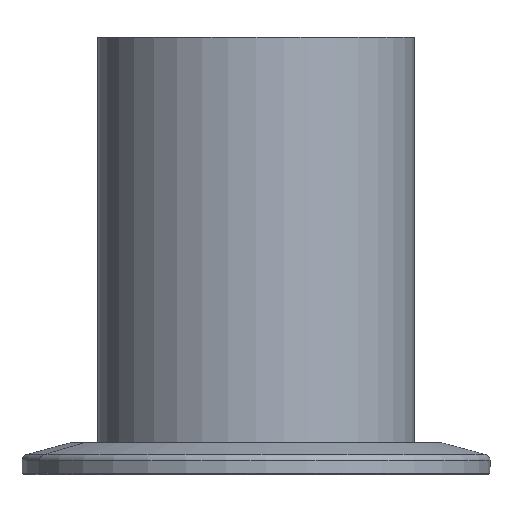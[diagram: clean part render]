
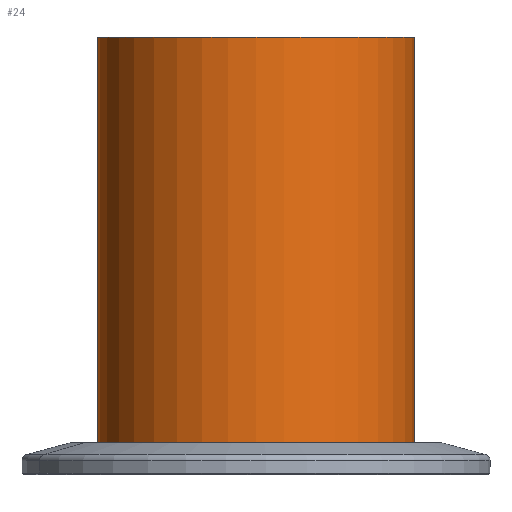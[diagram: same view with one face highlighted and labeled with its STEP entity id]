
A CAD part, front view. The second image highlights one B-rep face of the part: STEP entity #24.
In plain terms, the highlighted cylindrical face has radius 25.4 mm (diameter 50.8 mm), a partial arc.
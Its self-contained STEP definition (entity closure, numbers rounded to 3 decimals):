
#24 = ADVANCED_FACE ( 'NONE', ( #695 ), #144, .T. ) ;
#27 = CARTESIAN_POINT ( 'NONE',  ( 25.4, 0., -33.25 ) ) ;
#74 = AXIS2_PLACEMENT_3D ( 'NONE', #344, #353, #169 ) ;
#112 = DIRECTION ( 'NONE',  ( 0., 0., -1. ) ) ;
#127 = VECTOR ( 'NONE', #352, 1000. ) ;
#144 = CYLINDRICAL_SURFACE ( 'NONE', #74, 25.4 ) ;
#166 = VERTEX_POINT ( 'NONE', #477 ) ;
#169 = DIRECTION ( 'NONE',  ( -1., 0., 0. ) ) ;
#189 = EDGE_CURVE ( 'NONE', #237, #376, #218, .T. ) ;
#191 = EDGE_CURVE ( 'NONE', #316, #166, #582, .T. ) ;
#218 = CIRCLE ( 'NONE', #646, 25.4 ) ;
#237 = VERTEX_POINT ( 'NONE', #595 ) ;
#275 = ORIENTED_EDGE ( 'NONE', *, *, #189, .T. ) ;
#303 = LINE ( 'NONE', #357, #611 ) ;
#316 = VERTEX_POINT ( 'NONE', #724 ) ;
#344 = CARTESIAN_POINT ( 'NONE',  ( 0., 0., 33.25 ) ) ;
#352 = DIRECTION ( 'NONE',  ( 0., 0., -1. ) ) ;
#353 = DIRECTION ( 'NONE',  ( 0., 0., -1. ) ) ;
#357 = CARTESIAN_POINT ( 'NONE',  ( 25.4, 0., 33.25 ) ) ;
#376 = VERTEX_POINT ( 'NONE', #27 ) ;
#390 = CARTESIAN_POINT ( 'NONE',  ( 0., 0., -33.25 ) ) ;
#393 = ORIENTED_EDGE ( 'NONE', *, *, #568, .T. ) ;
#397 = DIRECTION ( 'NONE',  ( 0., 0., 1. ) ) ;
#398 = DIRECTION ( 'NONE',  ( 1., 0., 0. ) ) ;
#403 = ORIENTED_EDGE ( 'NONE', *, *, #705, .F. ) ;
#408 = CARTESIAN_POINT ( 'NONE',  ( 0., 0., 33.25 ) ) ;
#415 = DIRECTION ( 'NONE',  ( 0., 0., 1. ) ) ;
#419 = DIRECTION ( 'NONE',  ( 1., 0., 0. ) ) ;
#443 = LINE ( 'NONE', #599, #127 ) ;
#477 = CARTESIAN_POINT ( 'NONE',  ( 25.4, 0., 33.25 ) ) ;
#568 = EDGE_CURVE ( 'NONE', #316, #237, #443, .T. ) ;
#582 = CIRCLE ( 'NONE', #771, 25.4 ) ;
#595 = CARTESIAN_POINT ( 'NONE',  ( -25.4, 0., -33.25 ) ) ;
#599 = CARTESIAN_POINT ( 'NONE',  ( -25.4, 0., 33.25 ) ) ;
#611 = VECTOR ( 'NONE', #112, 1000. ) ;
#646 = AXIS2_PLACEMENT_3D ( 'NONE', #390, #397, #398 ) ;
#688 = ORIENTED_EDGE ( 'NONE', *, *, #191, .F. ) ;
#695 = FACE_OUTER_BOUND ( 'NONE', #716, .T. ) ;
#705 = EDGE_CURVE ( 'NONE', #166, #376, #303, .T. ) ;
#716 = EDGE_LOOP ( 'NONE', ( #403, #688, #393, #275 ) ) ;
#724 = CARTESIAN_POINT ( 'NONE',  ( -25.4, 0., 33.25 ) ) ;
#771 = AXIS2_PLACEMENT_3D ( 'NONE', #408, #415, #419 ) ;
